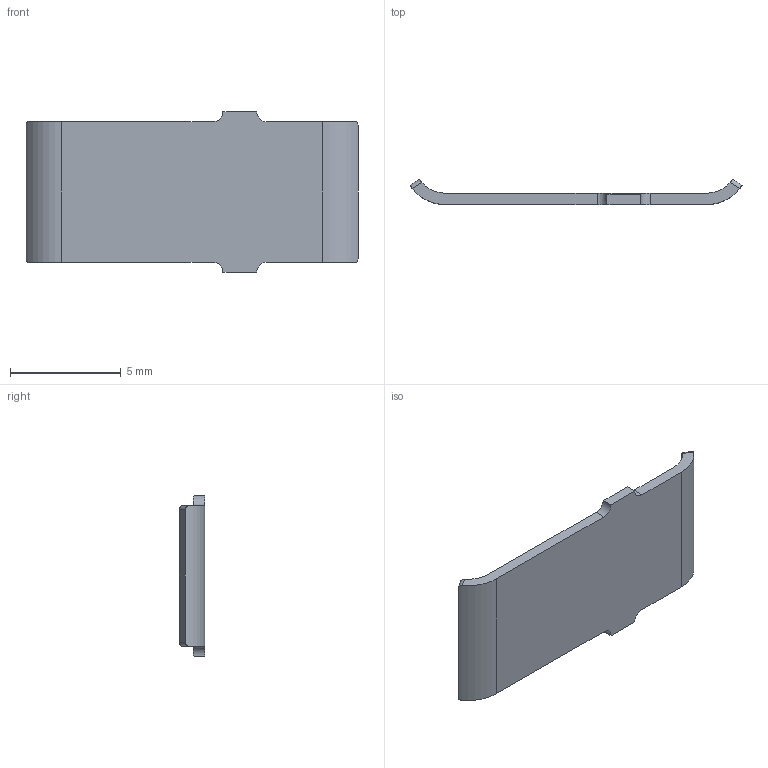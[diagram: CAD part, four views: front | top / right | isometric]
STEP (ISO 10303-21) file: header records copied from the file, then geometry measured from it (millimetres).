
FILE_DESCRIPTION (( 'STEP AP203' ), '1' );
FILE_NAME ('10033.STEP', '2015-02-24T16:44:12', ( '' ), ( '' ), 'SwSTEP 2.0', 'SolidWorks 2014', '' );
FILE_SCHEMA (( 'CONFIG_CONTROL_DESIGN' ));
Length unit declared in the file: inch
Products named in the file (1): 10033
Bounding box: 14.99 x 1.14 x 7.24 mm (x, y, z)
Volume: 48.2 mm3; surface area: 224.1 mm2
Topology: 1 solids, 1 shells, 48 faces, 120 edges, 80 vertices
Faces by surface type: plane 36, cylinder 12
Entity records: 1523 total; most frequent: CARTESIAN_POINT 301, ORIENTED_EDGE 240, DIRECTION 222, EDGE_CURVE 120, VECTOR 92, LINE 92, VERTEX_POINT 80, AXIS2_PLACEMENT_3D 65
